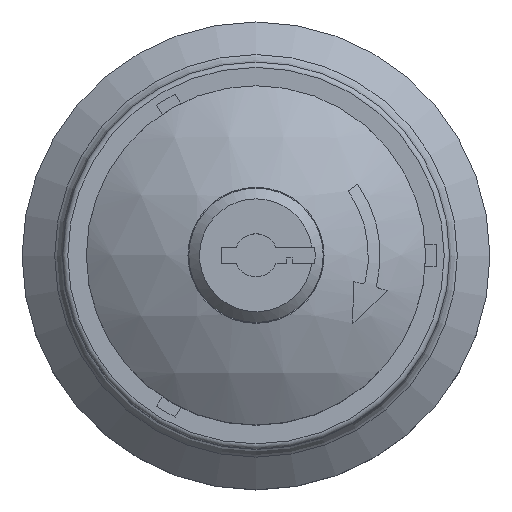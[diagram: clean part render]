
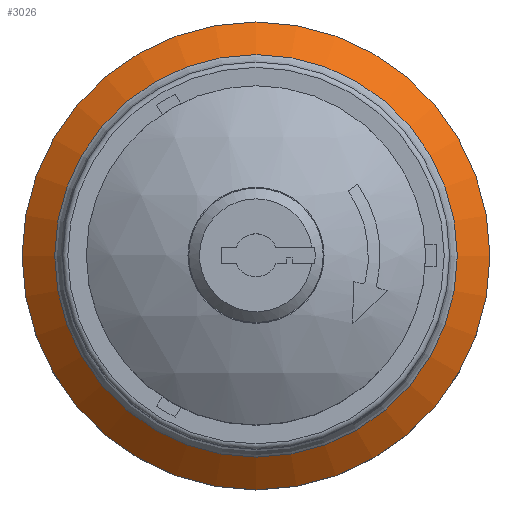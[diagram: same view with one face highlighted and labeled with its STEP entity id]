
A CAD part, top view. The second image highlights one B-rep face of the part: STEP entity #3026.
In plain terms, the highlighted conical face has half-angle 50 degrees and reference radius 20.232 mm.
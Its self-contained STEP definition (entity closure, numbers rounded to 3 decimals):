
#71=CONICAL_SURFACE('',#3290,20.232,50.);
#111=FACE_BOUND('',#470,.T.);
#271=FACE_OUTER_BOUND('',#469,.T.);
#469=EDGE_LOOP('',(#2375));
#470=EDGE_LOOP('',(#2376));
#677=CIRCLE('',#3289,21.75);
#678=CIRCLE('',#3291,18.714);
#1398=VERTEX_POINT('',#4928);
#1399=VERTEX_POINT('',#4931);
#1768=EDGE_CURVE('',#1398,#1398,#677,.T.);
#1769=EDGE_CURVE('',#1399,#1399,#678,.T.);
#2375=ORIENTED_EDGE('',*,*,#1768,.F.);
#2376=ORIENTED_EDGE('',*,*,#1769,.T.);
#3026=ADVANCED_FACE('',(#271,#111),#71,.T.);
#3289=AXIS2_PLACEMENT_3D('',#4929,#3948,#3949);
#3290=AXIS2_PLACEMENT_3D('',#4930,#3950,#3951);
#3291=AXIS2_PLACEMENT_3D('',#4932,#3952,#3953);
#3948=DIRECTION('center_axis',(0.,0.,-1.));
#3949=DIRECTION('ref_axis',(-0.5,0.866,0.));
#3950=DIRECTION('center_axis',(0.,0.,-1.));
#3951=DIRECTION('ref_axis',(-0.5,0.866,0.));
#3952=DIRECTION('center_axis',(0.,0.,-1.));
#3953=DIRECTION('ref_axis',(-0.5,0.866,0.));
#4928=CARTESIAN_POINT('',(9.885,-17.846,8.05));
#4929=CARTESIAN_POINT('Origin',(-0.99,0.99,8.05));
#4930=CARTESIAN_POINT('Origin',(-0.99,0.99,9.324));
#4931=CARTESIAN_POINT('',(-17.197,-8.367,10.597));
#4932=CARTESIAN_POINT('Origin',(-0.99,0.99,10.597));
